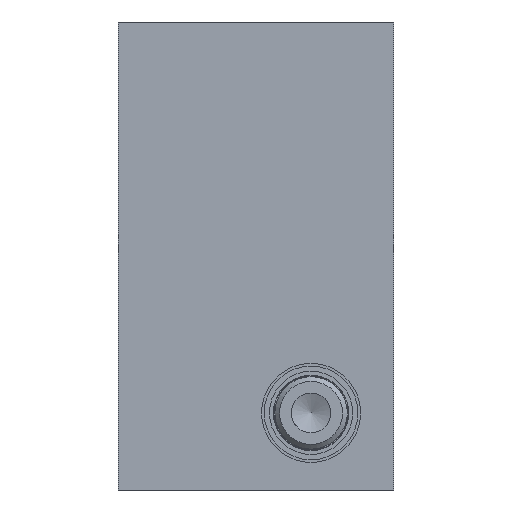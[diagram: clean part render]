
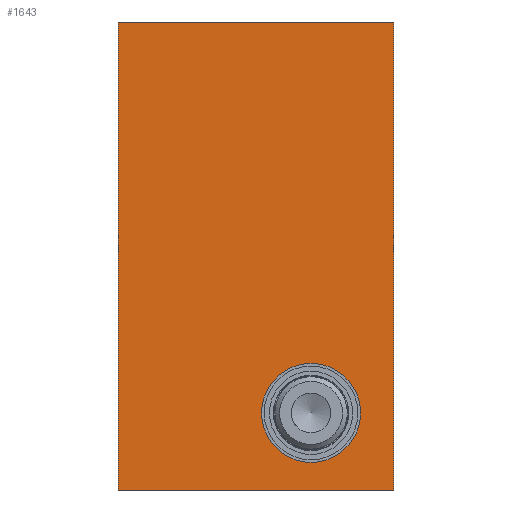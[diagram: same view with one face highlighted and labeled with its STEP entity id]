
A CAD part, front view. The second image highlights one B-rep face of the part: STEP entity #1643.
In plain terms, the highlighted planar face has unit normal (0, -1, 0).
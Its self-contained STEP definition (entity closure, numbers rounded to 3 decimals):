
#40=LINE('',#2640,#118);
#44=LINE('',#2649,#122);
#47=LINE('',#2657,#125);
#50=LINE('',#2663,#128);
#118=VECTOR('',#2032,1000.);
#122=VECTOR('',#2038,1000.);
#125=VECTOR('',#2045,1000.);
#128=VECTOR('',#2050,1000.);
#201=PLANE('',#1801);
#350=ORIENTED_EDGE('',*,*,#788,.T.);
#351=ORIENTED_EDGE('',*,*,#772,.F.);
#352=ORIENTED_EDGE('',*,*,#783,.F.);
#353=ORIENTED_EDGE('',*,*,#780,.F.);
#354=ORIENTED_EDGE('',*,*,#776,.F.);
#772=EDGE_CURVE('',#997,#998,#40,.T.);
#776=EDGE_CURVE('',#998,#1001,#44,.T.);
#780=EDGE_CURVE('',#1001,#1004,#47,.T.);
#783=EDGE_CURVE('',#1004,#997,#50,.T.);
#788=EDGE_CURVE('',#1009,#1009,#1158,.T.);
#997=VERTEX_POINT('',#2641);
#998=VERTEX_POINT('',#2642);
#1001=VERTEX_POINT('',#2650);
#1004=VERTEX_POINT('',#2658);
#1009=VERTEX_POINT('',#2674);
#1158=CIRCLE('',#1802,9.);
#1278=EDGE_LOOP('',(#350));
#1279=EDGE_LOOP('',(#351,#352,#353,#354));
#1442=FACE_BOUND('',#1278,.T.);
#1443=FACE_BOUND('',#1279,.T.);
#1643=ADVANCED_FACE('',(#1442,#1443),#201,.F.);
#1801=AXIS2_PLACEMENT_3D('',#2672,#2060,#2061);
#1802=AXIS2_PLACEMENT_3D('',#2673,#2062,#2063);
#2032=DIRECTION('',(-1.,0.,0.));
#2038=DIRECTION('',(0.,0.,1.));
#2045=DIRECTION('',(1.,0.,0.));
#2050=DIRECTION('',(0.,0.,-1.));
#2060=DIRECTION('',(0.,1.,0.));
#2061=DIRECTION('',(0.,0.,1.));
#2062=DIRECTION('',(0.,1.,0.));
#2063=DIRECTION('',(0.,0.,1.));
#2640=CARTESIAN_POINT('',(25.,0.,-85.));
#2641=CARTESIAN_POINT('',(25.,0.,-85.));
#2642=CARTESIAN_POINT('',(-25.,0.,-85.));
#2649=CARTESIAN_POINT('',(-25.,0.,-85.));
#2650=CARTESIAN_POINT('',(-25.,0.,0.));
#2657=CARTESIAN_POINT('',(-25.,0.,0.));
#2658=CARTESIAN_POINT('',(25.,0.,0.));
#2663=CARTESIAN_POINT('',(25.,0.,0.));
#2672=CARTESIAN_POINT('',(0.,0.,0.));
#2673=CARTESIAN_POINT('',(10.,0.,-71.));
#2674=CARTESIAN_POINT('',(10.,0.,-62.));
